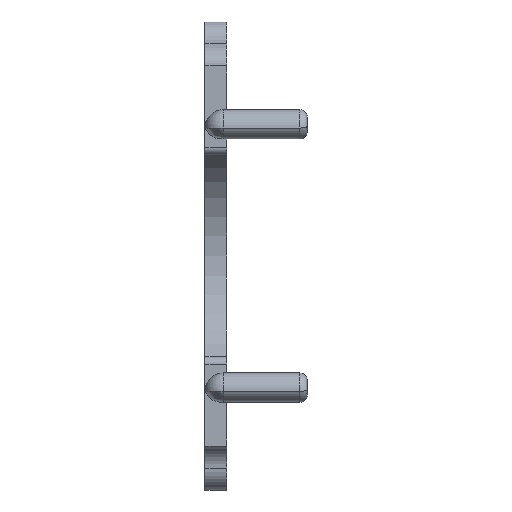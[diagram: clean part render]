
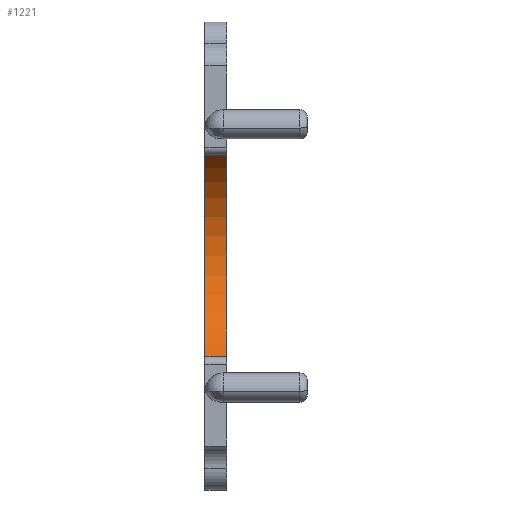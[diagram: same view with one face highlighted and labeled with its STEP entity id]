
A CAD part, left-side view. The second image highlights one B-rep face of the part: STEP entity #1221.
In plain terms, the highlighted cylindrical face has radius 20.168 mm (diameter 40.335 mm), a partial arc.
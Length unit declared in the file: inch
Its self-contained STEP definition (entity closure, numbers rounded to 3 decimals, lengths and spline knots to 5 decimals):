
#79=FACE_OUTER_BOUND($,#167,.T.);
#167=EDGE_LOOP($,(#927,#928,#929,#930));
#269=LINE($,#2065,#353);
#270=LINE($,#2067,#354);
#353=VECTOR($,#1638,0.15);
#354=VECTOR($,#1641,0.15);
#421=CIRCLE($,#1305,0.794);
#454=CIRCLE($,#1346,0.794);
#522=VERTEX_POINT($,#1919);
#523=VERTEX_POINT($,#1921);
#568=VERTEX_POINT($,#2028);
#569=VERTEX_POINT($,#2030);
#644=EDGE_CURVE($,#522,#523,#421,.T.);
#699=EDGE_CURVE($,#568,#569,#454,.T.);
#717=EDGE_CURVE($,#569,#522,#269,.T.);
#718=EDGE_CURVE($,#523,#568,#270,.T.);
#927=ORIENTED_EDGE($,*,*,#717,.F.);
#928=ORIENTED_EDGE($,*,*,#699,.F.);
#929=ORIENTED_EDGE($,*,*,#718,.F.);
#930=ORIENTED_EDGE($,*,*,#644,.F.);
#1173=CYLINDRICAL_SURFACE($,#1360,0.794);
#1221=ADVANCED_FACE($,(#79),#1173,.F.);
#1305=AXIS2_PLACEMENT_3D($,#1922,#1501,#1502);
#1346=AXIS2_PLACEMENT_3D($,#2031,#1605,#1606);
#1360=AXIS2_PLACEMENT_3D($,#2066,#1639,#1640);
#1501=DIRECTION('center_axis',(0.,-1.,0.));
#1502=DIRECTION('ref_axis',(-0.574,0.,0.819));
#1605=DIRECTION('center_axis',(0.,1.,0.));
#1606=DIRECTION('ref_axis',(-0.574,0.,0.819));
#1638=DIRECTION($,(0.,1.,0.));
#1639=DIRECTION('center_axis',(0.,-1.,0.));
#1640=DIRECTION('ref_axis',(-0.574,0.,0.819));
#1641=DIRECTION($,(0.,-1.,0.));
#1919=CARTESIAN_POINT('',(-3.62595,0.15,0.6039));
#1921=CARTESIAN_POINT('',(-3.62595,0.15,1.9961));
#1922=CARTESIAN_POINT('Origin',(-3.244,0.15,1.3));
#2028=CARTESIAN_POINT('',(-3.62595,0.,1.9961));
#2030=CARTESIAN_POINT('',(-3.62595,0.,0.6039));
#2031=CARTESIAN_POINT('Origin',(-3.244,0.,1.3));
#2065=CARTESIAN_POINT($,(-3.62595,0.15,0.6039));
#2066=CARTESIAN_POINT('Origin',(-3.244,0.15,1.3));
#2067=CARTESIAN_POINT($,(-3.62595,0.15,1.9961));
